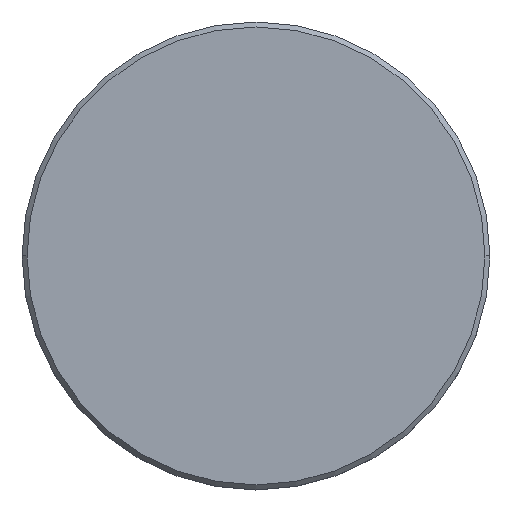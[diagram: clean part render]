
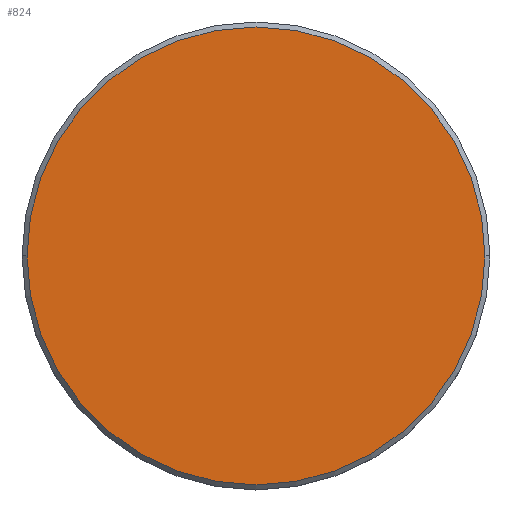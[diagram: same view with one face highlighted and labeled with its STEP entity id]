
A CAD part, top view. The second image highlights one B-rep face of the part: STEP entity #824.
In plain terms, the highlighted planar face has unit normal (0, 0, 1).
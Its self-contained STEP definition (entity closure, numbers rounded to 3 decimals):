
#74 = VERTEX_POINT ( 'NONE', #826 ) ;
#102 = DIRECTION ( 'NONE',  ( 1., 0., 0. ) ) ;
#141 = ORIENTED_EDGE ( 'NONE', *, *, #355, .T. ) ;
#193 = PLANE ( 'NONE',  #831 ) ;
#291 = CIRCLE ( 'NONE', #770, 23. ) ;
#351 = CIRCLE ( 'NONE', #699, 23. ) ;
#355 = EDGE_CURVE ( 'NONE', #74, #873, #291, .T. ) ;
#363 = DIRECTION ( 'NONE',  ( 0., 0., 1. ) ) ;
#487 = ORIENTED_EDGE ( 'NONE', *, *, #803, .T. ) ;
#489 = CARTESIAN_POINT ( 'NONE',  ( -23., 0., 0. ) ) ;
#504 = CARTESIAN_POINT ( 'NONE',  ( 0., 0., 0. ) ) ;
#520 = DIRECTION ( 'NONE',  ( 1., 0., 0. ) ) ;
#551 = CARTESIAN_POINT ( 'NONE',  ( 0., 0., 0. ) ) ;
#673 = DIRECTION ( 'NONE',  ( 1., 0., 0. ) ) ;
#679 = DIRECTION ( 'NONE',  ( 0., 0., 1. ) ) ;
#699 = AXIS2_PLACEMENT_3D ( 'NONE', #823, #363, #102 ) ;
#770 = AXIS2_PLACEMENT_3D ( 'NONE', #504, #1169, #520 ) ;
#803 = EDGE_CURVE ( 'NONE', #873, #74, #351, .T. ) ;
#823 = CARTESIAN_POINT ( 'NONE',  ( 0., 0., 0. ) ) ;
#824 = ADVANCED_FACE ( 'NONE', ( #1011 ), #193, .T. ) ;
#826 = CARTESIAN_POINT ( 'NONE',  ( 23., 0., 0. ) ) ;
#831 = AXIS2_PLACEMENT_3D ( 'NONE', #551, #679, #673 ) ;
#873 = VERTEX_POINT ( 'NONE', #489 ) ;
#889 = EDGE_LOOP ( 'NONE', ( #487, #141 ) ) ;
#1011 = FACE_OUTER_BOUND ( 'NONE', #889, .T. ) ;
#1169 = DIRECTION ( 'NONE',  ( 0., 0., 1. ) ) ;
